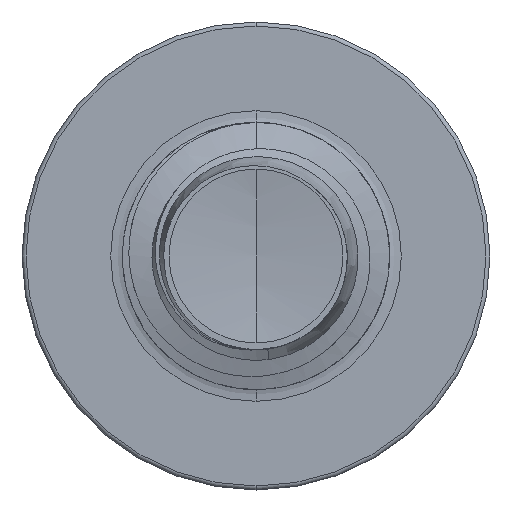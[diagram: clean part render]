
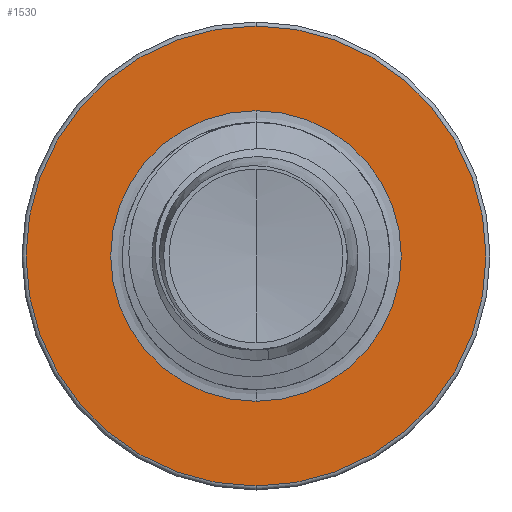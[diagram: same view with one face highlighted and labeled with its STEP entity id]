
A CAD part, front view. The second image highlights one B-rep face of the part: STEP entity #1530.
In plain terms, the highlighted planar face has unit normal (0, -1, 0).
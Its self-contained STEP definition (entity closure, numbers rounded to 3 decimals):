
#254 = AXIS2_PLACEMENT_3D ( 'NONE', #4676, #14103, #6040 ) ;
#1175 = DIRECTION ( 'NONE',  ( 0., 1., 0. ) ) ;
#1530 = ADVANCED_FACE ( 'NONE', ( #8514, #12070 ), #10001, .F. ) ;
#2241 = VERTEX_POINT ( 'NONE', #11969 ) ;
#2266 = CIRCLE ( 'NONE', #9758, 2.174 ) ;
#2802 = CIRCLE ( 'NONE', #15803, 2.174 ) ;
#2827 = CARTESIAN_POINT ( 'NONE',  ( 0., 5.5, 0. ) ) ;
#2912 = DIRECTION ( 'NONE',  ( 0., 1., 0. ) ) ;
#4152 = DIRECTION ( 'NONE',  ( 0., 0., 1. ) ) ;
#4676 = CARTESIAN_POINT ( 'NONE',  ( 0., 5.5, -2.174 ) ) ;
#4915 = CARTESIAN_POINT ( 'NONE',  ( 0., 5.5, 0. ) ) ;
#6040 = DIRECTION ( 'NONE',  ( 0., 0., 1. ) ) ;
#6075 = ORIENTED_EDGE ( 'NONE', *, *, #7834, .T. ) ;
#6237 = DIRECTION ( 'NONE',  ( 0., 0., 1. ) ) ;
#6877 = ORIENTED_EDGE ( 'NONE', *, *, #8385, .F. ) ;
#7591 = CARTESIAN_POINT ( 'NONE',  ( 0., 5.5, 3.44 ) ) ;
#7648 = AXIS2_PLACEMENT_3D ( 'NONE', #9122, #1175, #10469 ) ;
#7696 = AXIS2_PLACEMENT_3D ( 'NONE', #2827, #12116, #4152 ) ;
#7834 = EDGE_CURVE ( 'NONE', #2241, #11134, #2266, .T. ) ;
#8385 = EDGE_CURVE ( 'NONE', #13459, #8997, #11945, .T. ) ;
#8514 = FACE_OUTER_BOUND ( 'NONE', #11040, .T. ) ;
#8846 = EDGE_CURVE ( 'NONE', #8997, #13459, #14724, .T. ) ;
#8997 = VERTEX_POINT ( 'NONE', #16314 ) ;
#9122 = CARTESIAN_POINT ( 'NONE',  ( 0., 5.5, 0. ) ) ;
#9163 = EDGE_CURVE ( 'NONE', #11134, #2241, #2802, .T. ) ;
#9758 = AXIS2_PLACEMENT_3D ( 'NONE', #10831, #2912, #12210 ) ;
#10001 = PLANE ( 'NONE',  #254 ) ;
#10469 = DIRECTION ( 'NONE',  ( 0., 0., 1. ) ) ;
#10831 = CARTESIAN_POINT ( 'NONE',  ( 0., 5.5, 0. ) ) ;
#11040 = EDGE_LOOP ( 'NONE', ( #6877, #12963 ) ) ;
#11134 = VERTEX_POINT ( 'NONE', #13818 ) ;
#11945 = CIRCLE ( 'NONE', #7648, 3.44 ) ;
#11969 = CARTESIAN_POINT ( 'NONE',  ( 0., 5.5, -2.174 ) ) ;
#12070 = FACE_BOUND ( 'NONE', #12157, .T. ) ;
#12116 = DIRECTION ( 'NONE',  ( 0., 1., 0. ) ) ;
#12157 = EDGE_LOOP ( 'NONE', ( #12609, #6075 ) ) ;
#12210 = DIRECTION ( 'NONE',  ( 0., 0., 1. ) ) ;
#12609 = ORIENTED_EDGE ( 'NONE', *, *, #9163, .T. ) ;
#12963 = ORIENTED_EDGE ( 'NONE', *, *, #8846, .F. ) ;
#13459 = VERTEX_POINT ( 'NONE', #7591 ) ;
#13818 = CARTESIAN_POINT ( 'NONE',  ( 0., 5.5, 2.174 ) ) ;
#14103 = DIRECTION ( 'NONE',  ( 0., 1., 0. ) ) ;
#14293 = DIRECTION ( 'NONE',  ( 0., 1., 0. ) ) ;
#14724 = CIRCLE ( 'NONE', #7696, 3.44 ) ;
#15803 = AXIS2_PLACEMENT_3D ( 'NONE', #4915, #14293, #6237 ) ;
#16314 = CARTESIAN_POINT ( 'NONE',  ( 0., 5.5, -3.44 ) ) ;
